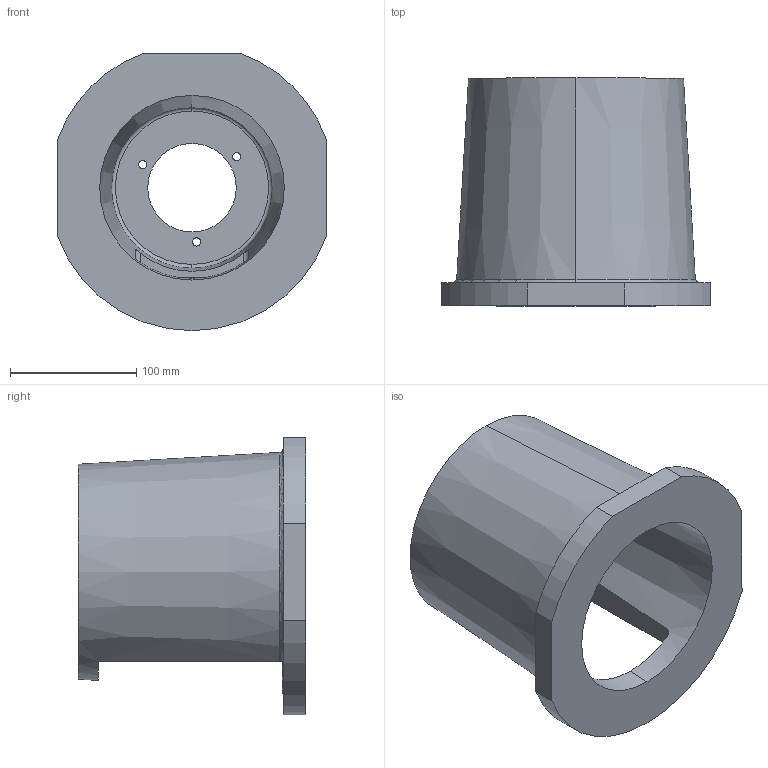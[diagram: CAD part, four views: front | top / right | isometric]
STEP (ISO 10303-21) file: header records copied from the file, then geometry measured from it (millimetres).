
FILE_DESCRIPTION (( 'STEP AP203' ), '1' );
FILE_NAME ('Socle_Default_sldprt.STEP', '2017-12-12T20:32:55', ( '' ), ( '' ), 'SwSTEP 2.0', 'SolidWorks 2016', '' );
FILE_SCHEMA (( 'CONFIG_CONTROL_DESIGN' ));
Length unit declared in the file: millimetre
Products named in the file (1): Socle_Default_sldprt
Bounding box: 212.48 x 180 x 219.24 mm (x, y, z)
Volume: 2071474.4 mm3; surface area: 226740.5 mm2
Topology: 1 solids, 1 shells, 39 faces, 105 edges, 69 vertices
Faces by surface type: cylinder 17, plane 14, torus 4, cone 4
Entity records: 1430 total; most frequent: CARTESIAN_POINT 318, DIRECTION 229, ORIENTED_EDGE 210, EDGE_CURVE 105, AXIS2_PLACEMENT_3D 94, VERTEX_POINT 69, CIRCLE 54, EDGE_LOOP 50
